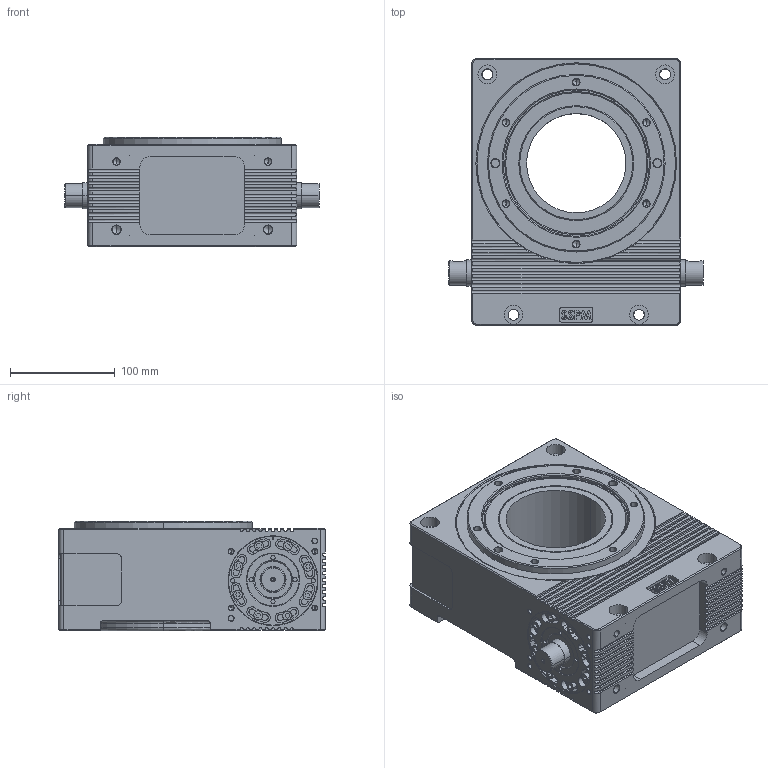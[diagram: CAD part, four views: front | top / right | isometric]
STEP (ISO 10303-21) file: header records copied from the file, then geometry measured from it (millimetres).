
FILE_DESCRIPTION (( 'STEP AP203' ), '1' );
FILE_NAME ('RT200-SSPM2-24360-R1¹ê¤ß¶b¥~«¬(20240222).stp', '2025-06-24T05:37:47', ( '' ), ( '' ), 'SwSTEP 2.0', 'SolidWorks 2018', '' );
FILE_SCHEMA (( 'CONFIG_CONTROL_DESIGN' ));
Length unit declared in the file: millimetre
Products named in the file (1): RT200-SSPM2-24360-R1實心軸外型(20240222)
Bounding box: 243 x 255 x 105 mm (x, y, z)
Volume: 4065880.3 mm3; surface area: 274899.2 mm2
Topology: 1 solids, 1 shells, 1353 faces, 3506 edges, 2232 vertices
Faces by surface type: plane 647, cylinder 506, cone 160, bspline 34, torus 6
Entity records: 44026 total; most frequent: CARTESIAN_POINT 10206, DIRECTION 7287, ORIENTED_EDGE 6908, EDGE_CURVE 3454, AXIS2_PLACEMENT_3D 2635, VERTEX_POINT 2232, LINE 2017, VECTOR 2017
